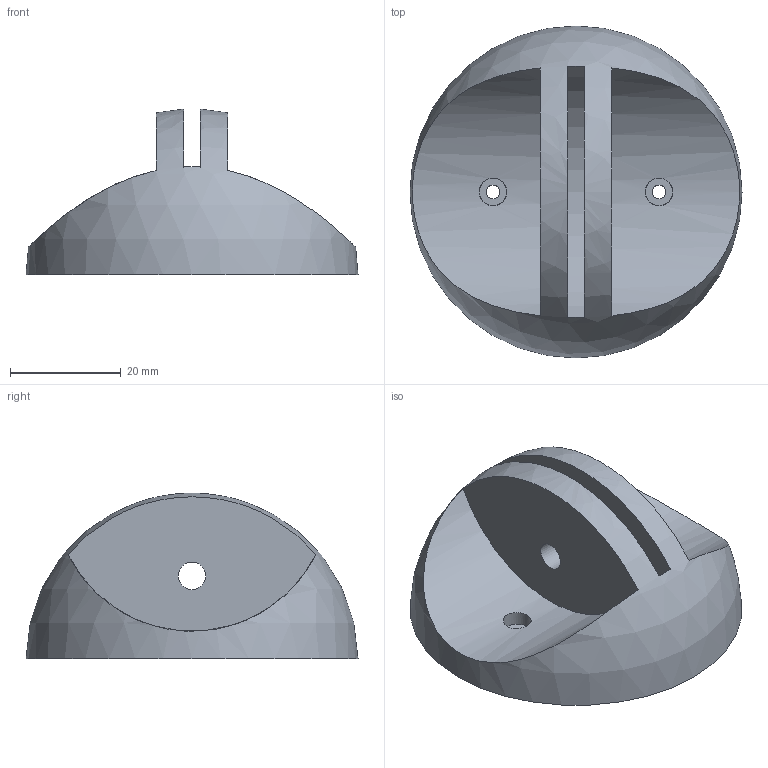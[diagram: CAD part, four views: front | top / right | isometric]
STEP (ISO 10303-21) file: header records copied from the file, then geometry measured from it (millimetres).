
FILE_DESCRIPTION(/* description */ (''),/* implementation_level */ '2;1');
FILE_NAME(/* name */ 'Part 002.stp',/* time_stamp */ '2015-02-19T13:03:16+02:00',/* author */ ('SFC'),/* organization */ (''),/* preprocessor_version */ 'ST-DEVELOPER v15.2',/* originating_system */ 'Autodesk Inventor 2014',/* authorisation */ '');
FILE_SCHEMA (('AUTOMOTIVE_DESIGN { 1 0 10303 214 3 1 1 }'));
Length unit declared in the file: millimetre
Products named in the file (1): Part 002
Bounding box: 60 x 60 x 29.96 mm (x, y, z)
Volume: 32330 mm3; surface area: 11153.5 mm2
Topology: 1 solids, 1 shells, 17 faces, 38 edges, 26 vertices
Faces by surface type: cylinder 9, plane 7, sphere 1
Full cylindrical faces by diameter (mm): 2.5 x2, 5 x4
Entity records: 572 total; most frequent: CARTESIAN_POINT 206, DIRECTION 74, ORIENTED_EDGE 50, AXIS2_PLACEMENT_3D 37, EDGE_LOOP 36, FACE_BOUND 29, EDGE_CURVE 25, VERTEX_POINT 21
